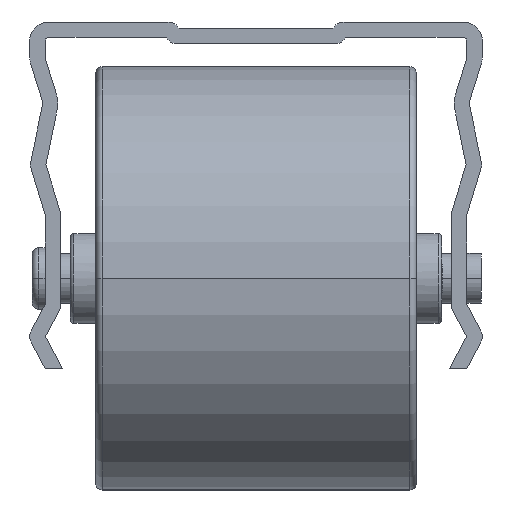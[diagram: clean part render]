
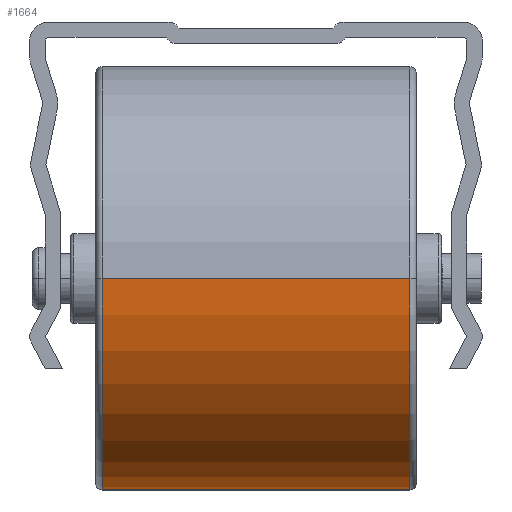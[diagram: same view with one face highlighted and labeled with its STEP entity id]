
A CAD part, front view. The second image highlights one B-rep face of the part: STEP entity #1664.
In plain terms, the highlighted cylindrical face has radius 16.5 mm (diameter 33 mm), a partial arc.
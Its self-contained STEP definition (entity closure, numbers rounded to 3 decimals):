
#580 = VECTOR ( 'NONE', #44185, 1000. ) ;
#1339 = CIRCLE ( 'NONE', #20281, 16.5 ) ;
#1388 = CYLINDRICAL_SURFACE ( 'NONE', #19672, 16.5 ) ;
#1664 = ADVANCED_FACE ( 'NONE', ( #45780 ), #1388, .T. ) ;
#1904 = ORIENTED_EDGE ( 'NONE', *, *, #45062, .F. ) ;
#5954 = LINE ( 'NONE', #33507, #580 ) ;
#10073 = EDGE_CURVE ( 'NONE', #38837, #38895, #5954, .T. ) ;
#15773 = CARTESIAN_POINT ( 'NONE',  ( 12., -0.5, -20. ) ) ;
#16140 = VERTEX_POINT ( 'NONE', #25543 ) ;
#19672 = AXIS2_PLACEMENT_3D ( 'NONE', #31677, #46782, #38336 ) ;
#20186 = EDGE_CURVE ( 'NONE', #48319, #16140, #34423, .T. ) ;
#20281 = AXIS2_PLACEMENT_3D ( 'NONE', #23262, #38425, #41891 ) ;
#21872 = AXIS2_PLACEMENT_3D ( 'NONE', #31449, #42580, #27438 ) ;
#22209 = VECTOR ( 'NONE', #33908, 1000. ) ;
#22222 = ORIENTED_EDGE ( 'NONE', *, *, #29173, .F. ) ;
#22692 = EDGE_LOOP ( 'NONE', ( #26009, #22222, #47426, #1904 ) ) ;
#23151 = CARTESIAN_POINT ( 'NONE',  ( 12., -0.5, -20. ) ) ;
#23262 = CARTESIAN_POINT ( 'NONE',  ( 12., 16., -20. ) ) ;
#25543 = CARTESIAN_POINT ( 'NONE',  ( -12., -0.5, -20. ) ) ;
#26009 = ORIENTED_EDGE ( 'NONE', *, *, #20186, .T. ) ;
#27438 = DIRECTION ( 'NONE',  ( 0., 1., 0. ) ) ;
#29173 = EDGE_CURVE ( 'NONE', #38895, #16140, #33028, .T. ) ;
#31449 = CARTESIAN_POINT ( 'NONE',  ( -12., 16., -20. ) ) ;
#31677 = CARTESIAN_POINT ( 'NONE',  ( 12.5, 16., -20. ) ) ;
#33028 = CIRCLE ( 'NONE', #21872, 16.5 ) ;
#33432 = CARTESIAN_POINT ( 'NONE',  ( 12., 32.5, -20. ) ) ;
#33507 = CARTESIAN_POINT ( 'NONE',  ( 12., 32.5, -20. ) ) ;
#33908 = DIRECTION ( 'NONE',  ( -1., 0., 0. ) ) ;
#33925 = CARTESIAN_POINT ( 'NONE',  ( -12., 32.5, -20. ) ) ;
#34423 = LINE ( 'NONE', #15773, #22209 ) ;
#38336 = DIRECTION ( 'NONE',  ( 0., 1., 0. ) ) ;
#38425 = DIRECTION ( 'NONE',  ( 1., 0., 0. ) ) ;
#38837 = VERTEX_POINT ( 'NONE', #33432 ) ;
#38895 = VERTEX_POINT ( 'NONE', #33925 ) ;
#41891 = DIRECTION ( 'NONE',  ( 0., -1., 0. ) ) ;
#42580 = DIRECTION ( 'NONE',  ( -1., 0., 0. ) ) ;
#44185 = DIRECTION ( 'NONE',  ( -1., 0., 0. ) ) ;
#45062 = EDGE_CURVE ( 'NONE', #48319, #38837, #1339, .T. ) ;
#45780 = FACE_OUTER_BOUND ( 'NONE', #22692, .T. ) ;
#46782 = DIRECTION ( 'NONE',  ( -1., 0., 0. ) ) ;
#47426 = ORIENTED_EDGE ( 'NONE', *, *, #10073, .F. ) ;
#48319 = VERTEX_POINT ( 'NONE', #23151 ) ;
